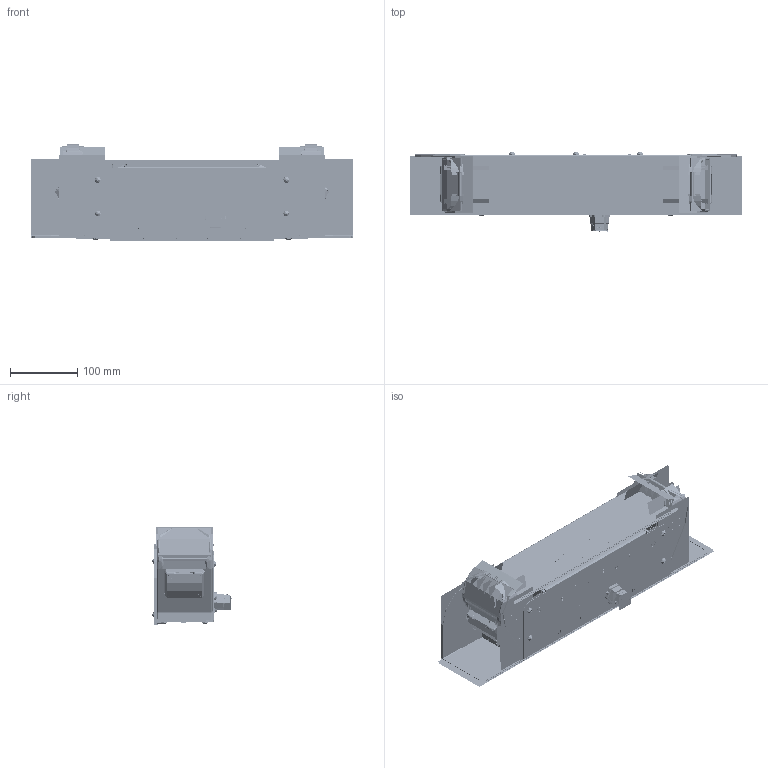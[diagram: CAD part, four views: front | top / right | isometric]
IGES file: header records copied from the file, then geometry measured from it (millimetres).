
Start section:  PTC IGES file: 193935.igs
Global section: file name: 193935.igs; native system: Creo Parametric by Parametric Technology Corporation; preprocessor: 2013230; author: pdmadmin; organization: Unknown; date: 20160307.135824; units: millimetre
Bounding box: 492.96 x 118.15 x 144.12 mm (x, y, z)
Volume: 1072625.1 mm3; surface area: 9998324.7 mm2
Topology: 95 solids, 124 shells, 17000 faces, 97428 edges, 130630 vertices
Faces by surface type: revolution 8562, bspline 8110, extrusion 328
